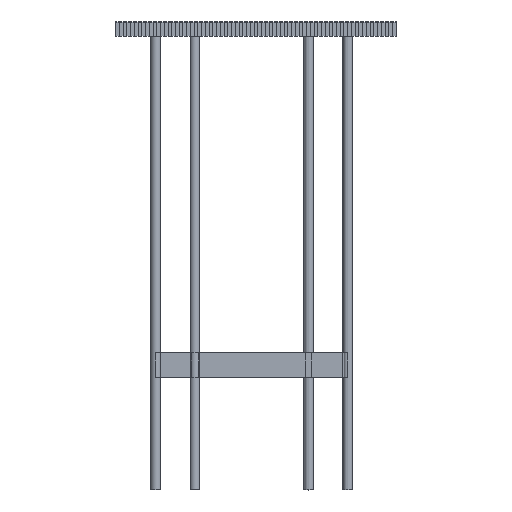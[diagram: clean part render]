
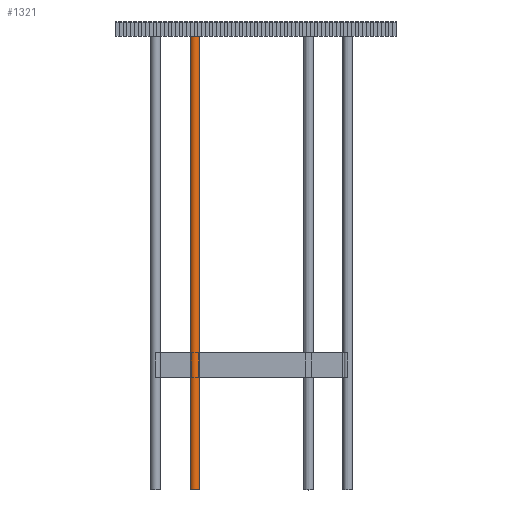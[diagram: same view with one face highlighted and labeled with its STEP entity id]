
A CAD part, left-side view. The second image highlights one B-rep face of the part: STEP entity #1321.
In plain terms, the highlighted free-form (B-spline) face has degree [2, 1] with [9, 2] control points.
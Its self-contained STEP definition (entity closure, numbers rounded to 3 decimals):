
#26=(
BOUNDED_CURVE()
B_SPLINE_CURVE(2,(#21336,#21337,#21338,#21339,#21340,#21341,#21342,#21343,
#21344),.UNSPECIFIED.,.T.,.F.)
B_SPLINE_CURVE_WITH_KNOTS((3,2,2,2,3),(0.,12.566,25.133,
37.699,50.265),.UNSPECIFIED.)
CURVE()
GEOMETRIC_REPRESENTATION_ITEM()
RATIONAL_B_SPLINE_CURVE((1.,0.707,1.,0.707,1.,0.707,
1.,0.707,1.))
REPRESENTATION_ITEM('')
);
#27=(
BOUNDED_CURVE()
B_SPLINE_CURVE(1,(#21345,#21346),.UNSPECIFIED.,.F.,.F.)
B_SPLINE_CURVE_WITH_KNOTS((2,2),(0.,377.),.UNSPECIFIED.)
CURVE()
GEOMETRIC_REPRESENTATION_ITEM()
RATIONAL_B_SPLINE_CURVE((1.,1.))
REPRESENTATION_ITEM('')
);
#28=(
BOUNDED_CURVE()
B_SPLINE_CURVE(2,(#21347,#21348,#21349,#21350,#21351,#21352,#21353,#21354,
#21355),.UNSPECIFIED.,.T.,.F.)
B_SPLINE_CURVE_WITH_KNOTS((3,2,2,2,3),(0.,12.566,25.133,
37.699,50.265),.UNSPECIFIED.)
CURVE()
GEOMETRIC_REPRESENTATION_ITEM()
RATIONAL_B_SPLINE_CURVE((1.,0.707,1.,0.707,1.,0.707,
1.,0.707,1.))
REPRESENTATION_ITEM('')
);
#40=(
BOUNDED_SURFACE()
B_SPLINE_SURFACE(2,1,((#21314,#21315),(#21316,#21317),(#21318,#21319),(#21320,
#21321),(#21322,#21323),(#21324,#21325),(#21326,#21327),(#21328,#21329),
(#21330,#21331)),.UNSPECIFIED.,.T.,.F.,.F.)
B_SPLINE_SURFACE_WITH_KNOTS((3,2,2,2,3),(2,2),(0.,12.566,25.133,
37.699,50.265),(0.,377.),.UNSPECIFIED.)
GEOMETRIC_REPRESENTATION_ITEM()
RATIONAL_B_SPLINE_SURFACE(((1.,1.),(0.707,0.707),
(1.,1.),(0.707,0.707),(1.,1.),(0.707,
0.707),(1.,1.),(0.707,0.707),(1.,1.)))
REPRESENTATION_ITEM('')
SURFACE()
);
#1321=ADVANCED_FACE('',(#2293),#40,.T.);
#2293=FACE_OUTER_BOUND('',#3265,.T.);
#3265=EDGE_LOOP('',(#7042,#7043,#7044,#7045));
#7042=ORIENTED_EDGE('',*,*,#9007,.T.);
#7043=ORIENTED_EDGE('',*,*,#9008,.T.);
#7044=ORIENTED_EDGE('',*,*,#9009,.F.);
#7045=ORIENTED_EDGE('',*,*,#9008,.F.);
#9007=EDGE_CURVE('',#12198,#12198,#26,.T.);
#9008=EDGE_CURVE('',#12198,#12199,#27,.T.);
#9009=EDGE_CURVE('',#12199,#12199,#28,.T.);
#12198=VERTEX_POINT('',#21334);
#12199=VERTEX_POINT('',#21335);
#21314=CARTESIAN_POINT('',(-1170.689,877.687,-627.));
#21315=CARTESIAN_POINT('',(-1170.689,877.687,99.907));
#21316=CARTESIAN_POINT('',(-1170.689,885.687,-627.));
#21317=CARTESIAN_POINT('',(-1170.689,885.687,99.907));
#21318=CARTESIAN_POINT('',(-1178.689,885.687,-627.));
#21319=CARTESIAN_POINT('',(-1178.689,885.687,99.907));
#21320=CARTESIAN_POINT('',(-1186.689,885.687,-627.));
#21321=CARTESIAN_POINT('',(-1186.689,885.687,99.907));
#21322=CARTESIAN_POINT('',(-1186.689,877.687,-627.));
#21323=CARTESIAN_POINT('',(-1186.689,877.687,99.907));
#21324=CARTESIAN_POINT('',(-1186.689,869.687,-627.));
#21325=CARTESIAN_POINT('',(-1186.689,869.687,99.907));
#21326=CARTESIAN_POINT('',(-1178.689,869.687,-627.));
#21327=CARTESIAN_POINT('',(-1178.689,869.687,99.907));
#21328=CARTESIAN_POINT('',(-1170.689,869.687,-627.));
#21329=CARTESIAN_POINT('',(-1170.689,869.687,99.907));
#21330=CARTESIAN_POINT('',(-1170.689,877.687,-627.));
#21331=CARTESIAN_POINT('',(-1170.689,877.687,99.907));
#21334=CARTESIAN_POINT('',(-1170.689,877.687,-627.));
#21335=CARTESIAN_POINT('',(-1170.689,877.687,99.907));
#21336=CARTESIAN_POINT('',(-1170.689,877.687,-627.));
#21337=CARTESIAN_POINT('',(-1170.689,885.687,-627.));
#21338=CARTESIAN_POINT('',(-1178.689,885.687,-627.));
#21339=CARTESIAN_POINT('',(-1186.689,885.687,-627.));
#21340=CARTESIAN_POINT('',(-1186.689,877.687,-627.));
#21341=CARTESIAN_POINT('',(-1186.689,869.687,-627.));
#21342=CARTESIAN_POINT('',(-1178.689,869.687,-627.));
#21343=CARTESIAN_POINT('',(-1170.689,869.687,-627.));
#21344=CARTESIAN_POINT('',(-1170.689,877.687,-627.));
#21345=CARTESIAN_POINT('',(-1170.689,877.687,-627.));
#21346=CARTESIAN_POINT('',(-1170.689,877.687,99.907));
#21347=CARTESIAN_POINT('',(-1170.689,877.687,99.907));
#21348=CARTESIAN_POINT('',(-1170.689,885.687,99.907));
#21349=CARTESIAN_POINT('',(-1178.689,885.687,99.907));
#21350=CARTESIAN_POINT('',(-1186.689,885.687,99.907));
#21351=CARTESIAN_POINT('',(-1186.689,877.687,99.907));
#21352=CARTESIAN_POINT('',(-1186.689,869.687,99.907));
#21353=CARTESIAN_POINT('',(-1178.689,869.687,99.907));
#21354=CARTESIAN_POINT('',(-1170.689,869.687,99.907));
#21355=CARTESIAN_POINT('',(-1170.689,877.687,99.907));
